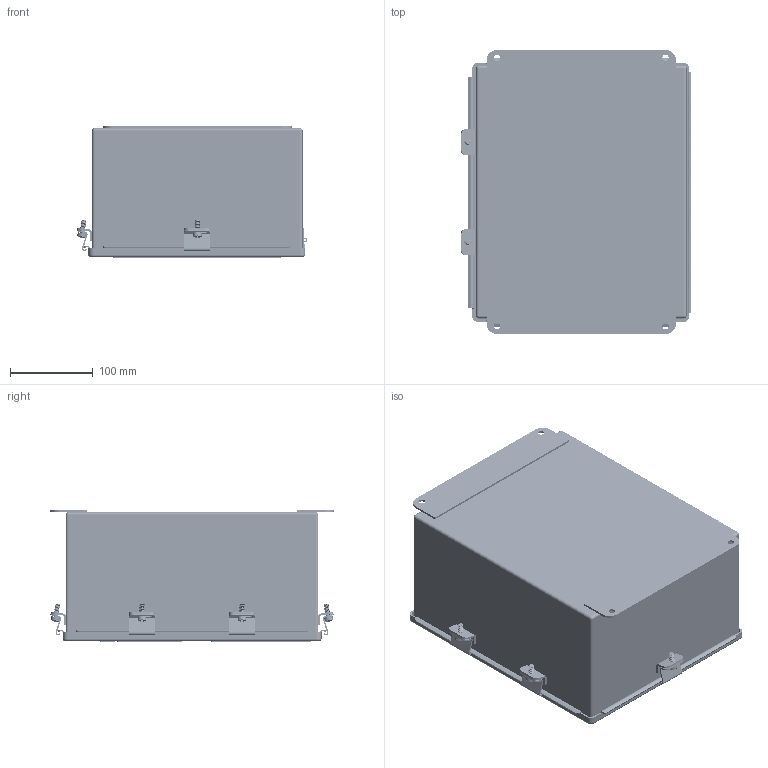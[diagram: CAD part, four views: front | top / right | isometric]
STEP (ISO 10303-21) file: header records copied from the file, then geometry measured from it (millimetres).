
FILE_DESCRIPTION (( 'STEP AP214' ), '1' );
FILE_NAME ('1101-809-M-MM-1-E.STEP', '2019-01-16T20:21:04', ( '' ), ( '' ), 'SwSTEP 2.0', 'SolidWorks 2018', '' );
FILE_SCHEMA (( 'AUTOMOTIVE_DESIGN' ));
Length unit declared in the file: inch
Products named in the file (30): 2002-209_Body^2002-209_Default<As Machined>; 3200-330; DOOR^2002-209; PEM FH-632-10 X--S; 270-000-415; 2002-209_window^2002-209; 2003-2293-1; PEM FH-0420-8 X--S; 2200-694; Side Rail Back Panel^2000-138; 2003-2349-1; 3450-106; 2003-2351; 2002-209_Door Closed; 2003-2661; 2002-209_clasp base^2002-209; 2003-2209; PEM FH-0420-10 X--S; CR-FIMS 0.25-28x0.625x0.625-S__91794A558; 2003-2292-2; 2250-1148; 2003-1052; 2000-138_AltPosition_Default_1; 1101-809-M-MM-1-E; 3000-021; 2500-678; 161-300-007; 3450-107; LATCH^2002-209; 2003-2360-1
Assembly tree (76 placements, depth 3):
  1101-809-M-MM-1-E
    2002-209_Door Closed
      2002-209_Body^2002-209_Default<As Machined>
      LATCH^2002-209  x4
      CR-FIMS 0.25-28x0.625x0.625-S__91794A558  x4
      2002-209_window^2002-209
      2002-209_clasp base^2002-209  x2
      DOOR^2002-209
      PEM FH-632-10 X--S  x4
    2250-1148
      2200-694
      3450-107  x3
      3450-106  x9
      2500-678
      3200-330  x9
      3000-021  x12
    2003-2209
    2003-2292-2
    2003-2293-1
    2000-138_AltPosition_Default_1
      Side Rail Back Panel^2000-138
      PEM FH-0420-8 X--S  x6
      PEM FH-0420-10 X--S
    270-000-415
    2003-2360-1
    2003-2351
    2003-2349-1
    2003-2661
    2003-1052
    161-300-007  x4
Bounding box: 278.38 x 342.9 x 159.13 mm (x, y, z)
Volume: 943466.4 mm3; surface area: 1111450 mm2
Topology: 163 solids, 163 shells, 9705 faces, 25397 edges, 16562 vertices
Faces by surface type: plane 6115, cylinder 1442, bspline 1257, cone 737, sphere 104, torus 50
Entity records: 322184 total; most frequent: CARTESIAN_POINT 113422, ORIENTED_EDGE 32758, DIRECTION 25520, EDGE_CURVE 16379, VECTOR 12046, LINE 12046, VERTEX_POINT 10814, EDGE_LOOP 7007
